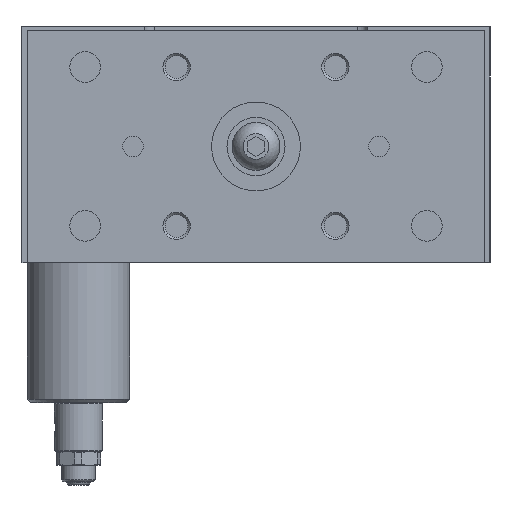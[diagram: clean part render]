
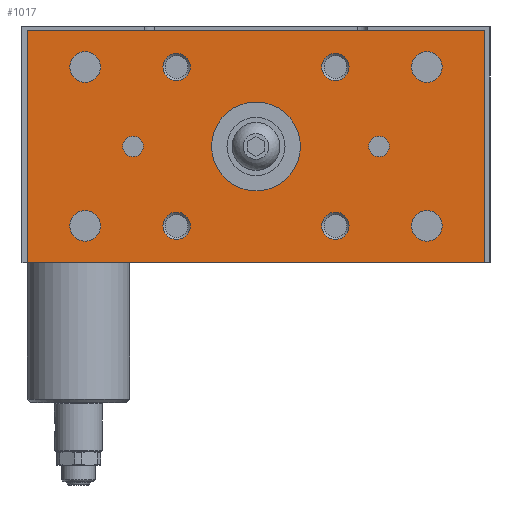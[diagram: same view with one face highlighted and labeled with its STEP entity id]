
A CAD part, left-side view. The second image highlights one B-rep face of the part: STEP entity #1017.
In plain terms, the highlighted planar face has unit normal (-1, 0, 0).
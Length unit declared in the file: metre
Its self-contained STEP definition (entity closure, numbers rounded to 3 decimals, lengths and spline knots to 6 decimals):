
#1017 = ADVANCED_FACE( '', ( #2388, #2389, #2390, #2391, #2392, #2393, #2394, #2395, #2396, #2397, #2398, #2399 ), #2400, .F. );
#2388 = FACE_BOUND( '', #4063, .T. );
#2389 = FACE_BOUND( '', #4064, .T. );
#2390 = FACE_BOUND( '', #4065, .T. );
#2391 = FACE_BOUND( '', #4066, .T. );
#2392 = FACE_BOUND( '', #4067, .T. );
#2393 = FACE_BOUND( '', #4068, .T. );
#2394 = FACE_BOUND( '', #4069, .T. );
#2395 = FACE_BOUND( '', #4070, .T. );
#2396 = FACE_BOUND( '', #4071, .T. );
#2397 = FACE_BOUND( '', #4072, .T. );
#2398 = FACE_BOUND( '', #4073, .T. );
#2399 = FACE_OUTER_BOUND( '', #4074, .T. );
#2400 = PLANE( '', #4075 );
#4063 = EDGE_LOOP( '', ( #6781 ) );
#4064 = EDGE_LOOP( '', ( #6782 ) );
#4065 = EDGE_LOOP( '', ( #6783 ) );
#4066 = EDGE_LOOP( '', ( #6784 ) );
#4067 = EDGE_LOOP( '', ( #6785 ) );
#4068 = EDGE_LOOP( '', ( #6786 ) );
#4069 = EDGE_LOOP( '', ( #6787 ) );
#4070 = EDGE_LOOP( '', ( #6788 ) );
#4071 = EDGE_LOOP( '', ( #6789 ) );
#4072 = EDGE_LOOP( '', ( #6790 ) );
#4073 = EDGE_LOOP( '', ( #6791 ) );
#4074 = EDGE_LOOP( '', ( #6792, #6793, #6794, #6795 ) );
#4075 = AXIS2_PLACEMENT_3D( '', #6796, #6797, #6798 );
#6781 = ORIENTED_EDGE( '', *, *, #8514, .T. );
#6782 = ORIENTED_EDGE( '', *, *, #9007, .T. );
#6783 = ORIENTED_EDGE( '', *, *, #8382, .F. );
#6784 = ORIENTED_EDGE( '', *, *, #8303, .F. );
#6785 = ORIENTED_EDGE( '', *, *, #9008, .T. );
#6786 = ORIENTED_EDGE( '', *, *, #8372, .F. );
#6787 = ORIENTED_EDGE( '', *, *, #8385, .T. );
#6788 = ORIENTED_EDGE( '', *, *, #8338, .T. );
#6789 = ORIENTED_EDGE( '', *, *, #8126, .F. );
#6790 = ORIENTED_EDGE( '', *, *, #8802, .F. );
#6791 = ORIENTED_EDGE( '', *, *, #8875, .T. );
#6792 = ORIENTED_EDGE( '', *, *, #8771, .T. );
#6793 = ORIENTED_EDGE( '', *, *, #8173, .T. );
#6794 = ORIENTED_EDGE( '', *, *, #8740, .T. );
#6795 = ORIENTED_EDGE( '', *, *, #8344, .T. );
#6796 = CARTESIAN_POINT( '', ( -0.027, -0.067, -0.069 ) );
#6797 = DIRECTION( '', ( 1., 0., 0. ) );
#6798 = DIRECTION( '', ( 0., 0., -1. ) );
#8126 = EDGE_CURVE( '', #9401, #9401, #9402, .T. );
#8173 = EDGE_CURVE( '', #9483, #9481, #9484, .T. );
#8303 = EDGE_CURVE( '', #9701, #9701, #9702, .T. );
#8338 = EDGE_CURVE( '', #9758, #9758, #9759, .T. );
#8344 = EDGE_CURVE( '', #9769, #9767, #9770, .T. );
#8372 = EDGE_CURVE( '', #9814, #9814, #9815, .T. );
#8382 = EDGE_CURVE( '', #9830, #9830, #9831, .T. );
#8385 = EDGE_CURVE( '', #9835, #9835, #9836, .T. );
#8514 = EDGE_CURVE( '', #10046, #10046, #10047, .T. );
#8740 = EDGE_CURVE( '', #9481, #9769, #10387, .T. );
#8771 = EDGE_CURVE( '', #9767, #9483, #10431, .T. );
#8802 = EDGE_CURVE( '', #10473, #10473, #10474, .T. );
#8875 = EDGE_CURVE( '', #10569, #10569, #10570, .T. );
#9007 = EDGE_CURVE( '', #10760, #10760, #10761, .T. );
#9008 = EDGE_CURVE( '', #10762, #10762, #10763, .T. );
#9401 = VERTEX_POINT( '', #11313 );
#9402 = CIRCLE( '', #11314, 0.0045 );
#9481 = VERTEX_POINT( '', #11409 );
#9483 = VERTEX_POINT( '', #11412 );
#9484 = LINE( '', #11413, #11414 );
#9701 = VERTEX_POINT( '', #11785 );
#9702 = CIRCLE( '', #11786, 0.004 );
#9758 = VERTEX_POINT( '', #11887 );
#9759 = CIRCLE( '', #11888, 0.0045 );
#9767 = VERTEX_POINT( '', #11897 );
#9769 = VERTEX_POINT( '', #11900 );
#9770 = LINE( '', #11901, #11902 );
#9814 = VERTEX_POINT( '', #11976 );
#9815 = CIRCLE( '', #11977, 0.003 );
#9830 = VERTEX_POINT( '', #12005 );
#9831 = CIRCLE( '', #12006, 0.004 );
#9835 = VERTEX_POINT( '', #12010 );
#9836 = CIRCLE( '', #12011, 0.003 );
#10046 = VERTEX_POINT( '', #12427 );
#10047 = CIRCLE( '', #12428, 0.013 );
#10387 = LINE( '', #12921, #12922 );
#10431 = LINE( '', #13034, #13035 );
#10473 = VERTEX_POINT( '', #13103 );
#10474 = CIRCLE( '', #13104, 0.0045 );
#10569 = VERTEX_POINT( '', #13253 );
#10570 = CIRCLE( '', #13254, 0.0045 );
#10760 = VERTEX_POINT( '', #13577 );
#10761 = CIRCLE( '', #13578, 0.004 );
#10762 = VERTEX_POINT( '', #13579 );
#10763 = CIRCLE( '', #13580, 0.004 );
#11313 = CARTESIAN_POINT( '', ( -0.027, 0.0545, -0.05825 ) );
#11314 = AXIS2_PLACEMENT_3D( '', #14166, #14167, #14168 );
#11409 = CARTESIAN_POINT( '', ( -0.027, 0.067, -0.001 ) );
#11412 = CARTESIAN_POINT( '', ( -0.027, -0.067, -0.001 ) );
#11413 = CARTESIAN_POINT( '', ( -0.027, -0.067, -0.001 ) );
#11414 = VECTOR( '', #14237, 1. );
#11785 = CARTESIAN_POINT( '', ( -0.027, -0.01925, -0.01175 ) );
#11786 = AXIS2_PLACEMENT_3D( '', #14410, #14411, #14412 );
#11887 = CARTESIAN_POINT( '', ( -0.027, -0.0545, -0.05825 ) );
#11888 = AXIS2_PLACEMENT_3D( '', #14461, #14462, #14463 );
#11897 = CARTESIAN_POINT( '', ( -0.027, -0.067, -0.069 ) );
#11900 = CARTESIAN_POINT( '', ( -0.027, 0.067, -0.069 ) );
#11901 = CARTESIAN_POINT( '', ( -0.027, 0.067, -0.069 ) );
#11902 = VECTOR( '', #14469, 1. );
#11976 = CARTESIAN_POINT( '', ( -0.027, -0.033, -0.035 ) );
#11977 = AXIS2_PLACEMENT_3D( '', #14498, #14499, #14500 );
#12005 = CARTESIAN_POINT( '', ( -0.027, 0.01925, -0.05825 ) );
#12006 = AXIS2_PLACEMENT_3D( '', #14515, #14516, #14517 );
#12010 = CARTESIAN_POINT( '', ( -0.027, 0.033, -0.035 ) );
#12011 = AXIS2_PLACEMENT_3D( '', #14521, #14522, #14523 );
#12427 = CARTESIAN_POINT( '', ( -0.027, -0.013, -0.035 ) );
#12428 = AXIS2_PLACEMENT_3D( '', #14677, #14678, #14679 );
#12921 = CARTESIAN_POINT( '', ( -0.027, 0.067, -0.001 ) );
#12922 = VECTOR( '', #14950, 1. );
#13034 = CARTESIAN_POINT( '', ( -0.027, -0.067, -0.069 ) );
#13035 = VECTOR( '', #14992, 1. );
#13103 = CARTESIAN_POINT( '', ( -0.027, -0.0545, -0.01175 ) );
#13104 = AXIS2_PLACEMENT_3D( '', #15024, #15025, #15026 );
#13253 = CARTESIAN_POINT( '', ( -0.027, 0.0545, -0.01175 ) );
#13254 = AXIS2_PLACEMENT_3D( '', #15099, #15100, #15101 );
#13577 = CARTESIAN_POINT( '', ( -0.027, -0.01925, -0.05825 ) );
#13578 = AXIS2_PLACEMENT_3D( '', #15285, #15286, #15287 );
#13579 = CARTESIAN_POINT( '', ( -0.027, 0.01925, -0.01175 ) );
#13580 = AXIS2_PLACEMENT_3D( '', #15288, #15289, #15290 );
#14166 = CARTESIAN_POINT( '', ( -0.027, 0.05, -0.05825 ) );
#14167 = DIRECTION( '', ( -1., 0., 0. ) );
#14168 = DIRECTION( '', ( 0., 1., 0. ) );
#14237 = DIRECTION( '', ( 0., 1., 0. ) );
#14410 = CARTESIAN_POINT( '', ( -0.027, -0.02325, -0.01175 ) );
#14411 = DIRECTION( '', ( -1., 0., 0. ) );
#14412 = DIRECTION( '', ( 0., 1., 0. ) );
#14461 = CARTESIAN_POINT( '', ( -0.027, -0.05, -0.05825 ) );
#14462 = DIRECTION( '', ( 1., 0., 0. ) );
#14463 = DIRECTION( '', ( 0., -1., 0. ) );
#14469 = DIRECTION( '', ( 0., -1., 0. ) );
#14498 = CARTESIAN_POINT( '', ( -0.027, -0.036, -0.035 ) );
#14499 = DIRECTION( '', ( -1., 0., 0. ) );
#14500 = DIRECTION( '', ( 0., 1., 0. ) );
#14515 = CARTESIAN_POINT( '', ( -0.027, 0.02325, -0.05825 ) );
#14516 = DIRECTION( '', ( -1., 0., 0. ) );
#14517 = DIRECTION( '', ( 0., -1., 0. ) );
#14521 = CARTESIAN_POINT( '', ( -0.027, 0.036, -0.035 ) );
#14522 = DIRECTION( '', ( 1., 0., 0. ) );
#14523 = DIRECTION( '', ( 0., -1., 0. ) );
#14677 = CARTESIAN_POINT( '', ( -0.027, 0., -0.035 ) );
#14678 = DIRECTION( '', ( 1., 0., 0. ) );
#14679 = DIRECTION( '', ( 0., -1., 0. ) );
#14950 = DIRECTION( '', ( 0., 0., -1. ) );
#14992 = DIRECTION( '', ( 0., 0., 1. ) );
#15024 = CARTESIAN_POINT( '', ( -0.027, -0.05, -0.01175 ) );
#15025 = DIRECTION( '', ( -1., 0., 0. ) );
#15026 = DIRECTION( '', ( 0., -1., 0. ) );
#15099 = CARTESIAN_POINT( '', ( -0.027, 0.05, -0.01175 ) );
#15100 = DIRECTION( '', ( 1., 0., 0. ) );
#15101 = DIRECTION( '', ( 0., 1., 0. ) );
#15285 = CARTESIAN_POINT( '', ( -0.027, -0.02325, -0.05825 ) );
#15286 = DIRECTION( '', ( 1., 0., 0. ) );
#15287 = DIRECTION( '', ( 0., 1., 0. ) );
#15288 = CARTESIAN_POINT( '', ( -0.027, 0.02325, -0.01175 ) );
#15289 = DIRECTION( '', ( 1., 0., 0. ) );
#15290 = DIRECTION( '', ( 0., -1., 0. ) );
